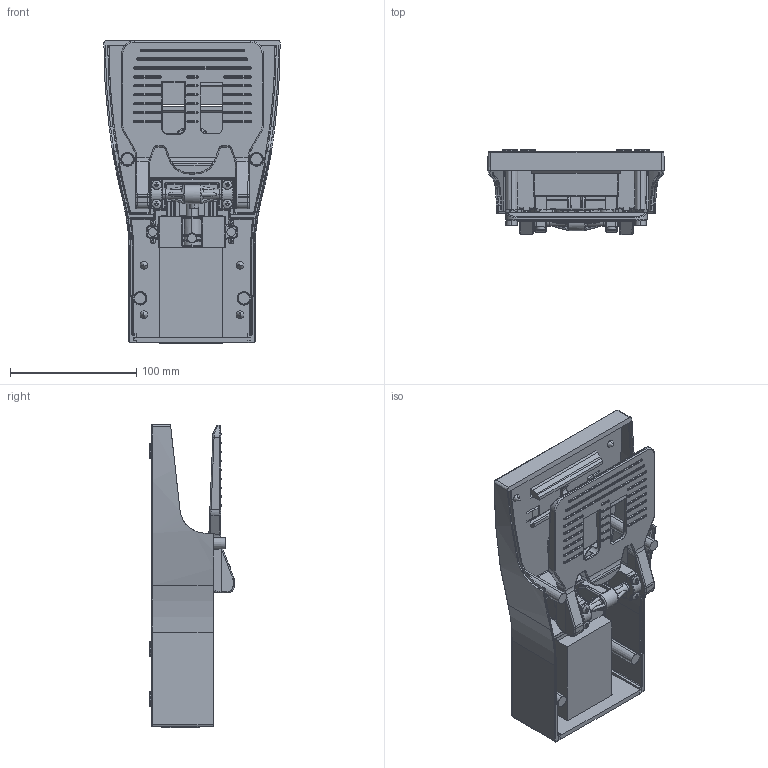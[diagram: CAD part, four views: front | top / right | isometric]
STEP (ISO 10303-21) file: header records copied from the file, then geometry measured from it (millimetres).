
FILE_DESCRIPTION(( '302 P DESP.STEP' ), '1');
FILE_NAME( '302 P DESP.STEP', '2019-03-04T12:04:44',( 'Sopra'),('sopra-pneumatic.com'), 'SwSTEP 2.0','SolidWorks 2009','' );
FILE_SCHEMA (( 'AUTOMOTIVE_DESIGN' ));
Length unit declared in the file: millimetre
Products named in the file (1): 1_133_4n
Bounding box: 139.42 x 67.17 x 239.8 mm (x, y, z)
Surface area: 190228.9 mm2 (no closed solid volume)
Topology: 0 solids, 5 shells, 3460 faces, 8370 edges, 4823 vertices
Faces by surface type: cylinder 1189, bspline 1034, plane 798, sphere 186, cone 133, torus 120
Entity records: 201290 total; most frequent: CARTESIAN_POINT 107099, ORIENTED_EDGE 16384, DIRECTION 11761, EDGE_CURVE 8198, VERTEX_POINT 4811, AXIS2_PLACEMENT_3D 4454, EDGE_LOOP 3561, ADVANCED_FACE 3460
